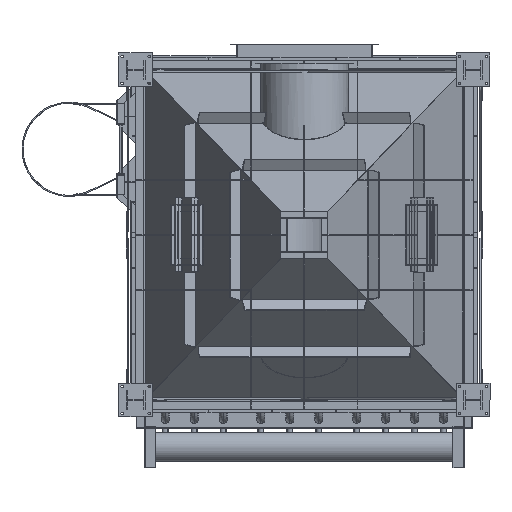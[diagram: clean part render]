
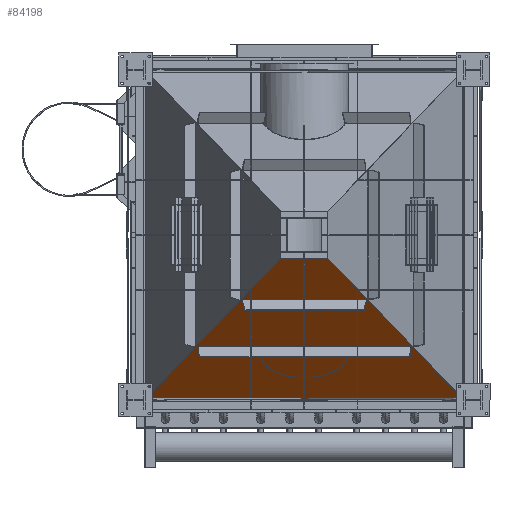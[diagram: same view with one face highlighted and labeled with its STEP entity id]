
A CAD part, front view. The second image highlights one B-rep face of the part: STEP entity #84198.
In plain terms, the highlighted planar face has unit normal (0, -0.48, -0.877).
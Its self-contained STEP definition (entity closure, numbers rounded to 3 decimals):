
#2673 = CARTESIAN_POINT ( 'NONE',  ( -390.667, -180., -1175.725 ) ) ;
#3778 = ORIENTED_EDGE ( 'NONE', *, *, #46265, .T. ) ;
#6190 = LINE ( 'NONE', #80351, #114558 ) ;
#6775 = EDGE_CURVE ( 'NONE', #120927, #61820, #13120, .T. ) ;
#6921 = DIRECTION ( 'NONE',  ( 0., -0.877, 0.48 ) ) ;
#12456 = VERTEX_POINT ( 'NONE', #38387 ) ;
#13120 = LINE ( 'NONE', #113074, #33708 ) ;
#14712 = DIRECTION ( 'NONE',  ( 0., -0.877, 0.48 ) ) ;
#14873 = ORIENTED_EDGE ( 'NONE', *, *, #83988, .F. ) ;
#16546 = CARTESIAN_POINT ( 'NONE',  ( -397.667, -1453.333, -478.575 ) ) ;
#19905 = VECTOR ( 'NONE', #54878, 1000. ) ;
#22151 = ORIENTED_EDGE ( 'NONE', *, *, #151523, .F. ) ;
#24324 = LINE ( 'NONE', #35684, #98345 ) ;
#26511 = ORIENTED_EDGE ( 'NONE', *, *, #115011, .T. ) ;
#27914 = CARTESIAN_POINT ( 'NONE',  ( -130., -2090., -130. ) ) ;
#30393 = CARTESIAN_POINT ( 'NONE',  ( -390.667, -1594.671, -401.192 ) ) ;
#33159 = CARTESIAN_POINT ( 'NONE',  ( 0., -536.766, -980.395 ) ) ;
#33708 = VECTOR ( 'NONE', #14712, 1000. ) ;
#35684 = CARTESIAN_POINT ( 'NONE',  ( -1182.5, -90., -1225. ) ) ;
#38212 = LINE ( 'NONE', #75312, #40867 ) ;
#38387 = CARTESIAN_POINT ( 'NONE',  ( -397.667, -1581.37, -408.475 ) ) ;
#39226 = LINE ( 'NONE', #85999, #115113 ) ;
#39311 = CARTESIAN_POINT ( 'NONE',  ( -130., -2090., -130. ) ) ;
#40867 = VECTOR ( 'NONE', #52712, 1000. ) ;
#43066 = ORIENTED_EDGE ( 'NONE', *, *, #137579, .T. ) ;
#45029 = VERTEX_POINT ( 'NONE', #92694 ) ;
#46239 = CARTESIAN_POINT ( 'NONE',  ( -390.667, -180., -1175.725 ) ) ;
#46265 = EDGE_CURVE ( 'NONE', #12456, #66637, #154804, .T. ) ;
#49173 = VECTOR ( 'NONE', #76415, 1000. ) ;
#52712 = DIRECTION ( 'NONE',  ( 0.419, 0.796, -0.436 ) ) ;
#53861 = EDGE_CURVE ( 'NONE', #106085, #61820, #38212, .T. ) ;
#54878 = DIRECTION ( 'NONE',  ( -0.419, 0.796, -0.436 ) ) ;
#55757 = FACE_OUTER_BOUND ( 'NONE', #59429, .T. ) ;
#56844 = EDGE_CURVE ( 'NONE', #106085, #136552, #99808, .T. ) ;
#57864 = VERTEX_POINT ( 'NONE', #146752 ) ;
#59429 = EDGE_LOOP ( 'NONE', ( #43066, #22151, #124826, #92965, #3778, #14873, #132634, #99115, #26511, #84423, #132543, #151389 ) ) ;
#59590 = CARTESIAN_POINT ( 'NONE',  ( 130., -2090., -130. ) ) ;
#61820 = VERTEX_POINT ( 'NONE', #143337 ) ;
#66499 = VERTEX_POINT ( 'NONE', #101113 ) ;
#66637 = VERTEX_POINT ( 'NONE', #123556 ) ;
#67373 = LINE ( 'NONE', #16546, #113547 ) ;
#75312 = CARTESIAN_POINT ( 'NONE',  ( 130., -2090., -130. ) ) ;
#76415 = DIRECTION ( 'NONE',  ( -1., 0., 0. ) ) ;
#79512 = LINE ( 'NONE', #27914, #114683 ) ;
#80351 = CARTESIAN_POINT ( 'NONE',  ( 130., -2090., -130. ) ) ;
#80941 = DIRECTION ( 'NONE',  ( 0., -0.877, 0.48 ) ) ;
#83145 = VECTOR ( 'NONE', #149425, 1000. ) ;
#83306 = DIRECTION ( 'NONE',  ( -1., 0., 0. ) ) ;
#83988 = EDGE_CURVE ( 'NONE', #66499, #66637, #24324, .T. ) ;
#84198 = ADVANCED_FACE ( 'NONE', ( #55757 ), #94417, .F. ) ;
#84423 = ORIENTED_EDGE ( 'NONE', *, *, #6775, .T. ) ;
#85999 = CARTESIAN_POINT ( 'NONE',  ( 397.667, -180., -1175.725 ) ) ;
#87304 = LINE ( 'NONE', #2673, #83145 ) ;
#92694 = CARTESIAN_POINT ( 'NONE',  ( -390.667, -180., -1175.725 ) ) ;
#92965 = ORIENTED_EDGE ( 'NONE', *, *, #156122, .T. ) ;
#93498 = CARTESIAN_POINT ( 'NONE',  ( -130., -2090., -130. ) ) ;
#94417 = PLANE ( 'NONE',  #129258 ) ;
#98345 = VECTOR ( 'NONE', #83306, 1000. ) ;
#99115 = ORIENTED_EDGE ( 'NONE', *, *, #128785, .F. ) ;
#99808 = LINE ( 'NONE', #39311, #49173 ) ;
#101113 = CARTESIAN_POINT ( 'NONE',  ( 1182.5, -90., -1225. ) ) ;
#101520 = DIRECTION ( 'NONE',  ( 0., -0.877, 0.48 ) ) ;
#103937 = CARTESIAN_POINT ( 'NONE',  ( -130., -2090., -130. ) ) ;
#104128 = DIRECTION ( 'NONE',  ( 0., 0.48, 0.877 ) ) ;
#104472 = VECTOR ( 'NONE', #80941, 1000. ) ;
#106085 = VERTEX_POINT ( 'NONE', #59590 ) ;
#106981 = EDGE_CURVE ( 'NONE', #125894, #66499, #6190, .T. ) ;
#109320 = CARTESIAN_POINT ( 'NONE',  ( -397.667, -180., -1175.725 ) ) ;
#109436 = VERTEX_POINT ( 'NONE', #30393 ) ;
#113074 = CARTESIAN_POINT ( 'NONE',  ( 390.667, -1453.333, -478.575 ) ) ;
#113547 = VECTOR ( 'NONE', #6921, 1000. ) ;
#114558 = VECTOR ( 'NONE', #119796, 1000. ) ;
#114683 = VECTOR ( 'NONE', #115791, 1000. ) ;
#115011 = EDGE_CURVE ( 'NONE', #57864, #120927, #39226, .T. ) ;
#115113 = VECTOR ( 'NONE', #159375, 1000. ) ;
#115791 = DIRECTION ( 'NONE',  ( -0.419, 0.796, -0.436 ) ) ;
#117848 = DIRECTION ( 'NONE',  ( 0., -0.877, 0.48 ) ) ;
#119796 = DIRECTION ( 'NONE',  ( 0.419, 0.796, -0.436 ) ) ;
#120927 = VERTEX_POINT ( 'NONE', #143474 ) ;
#123556 = CARTESIAN_POINT ( 'NONE',  ( -1182.5, -90., -1225. ) ) ;
#124339 = VERTEX_POINT ( 'NONE', #109320 ) ;
#124662 = VECTOR ( 'NONE', #101520, 1000. ) ;
#124826 = ORIENTED_EDGE ( 'NONE', *, *, #144546, .T. ) ;
#125894 = VERTEX_POINT ( 'NONE', #129313 ) ;
#126554 = LINE ( 'NONE', #138698, #124662 ) ;
#128785 = EDGE_CURVE ( 'NONE', #57864, #125894, #126554, .T. ) ;
#129258 = AXIS2_PLACEMENT_3D ( 'NONE', #33159, #104128, #117848 ) ;
#129313 = CARTESIAN_POINT ( 'NONE',  ( 397.667, -1581.37, -408.475 ) ) ;
#130165 = LINE ( 'NONE', #46239, #104472 ) ;
#132543 = ORIENTED_EDGE ( 'NONE', *, *, #53861, .F. ) ;
#132634 = ORIENTED_EDGE ( 'NONE', *, *, #106981, .F. ) ;
#136552 = VERTEX_POINT ( 'NONE', #103937 ) ;
#137579 = EDGE_CURVE ( 'NONE', #136552, #109436, #79512, .T. ) ;
#138698 = CARTESIAN_POINT ( 'NONE',  ( 397.667, -180., -1175.725 ) ) ;
#143337 = CARTESIAN_POINT ( 'NONE',  ( 390.667, -1594.671, -401.192 ) ) ;
#143474 = CARTESIAN_POINT ( 'NONE',  ( 390.667, -180., -1175.725 ) ) ;
#144546 = EDGE_CURVE ( 'NONE', #45029, #124339, #87304, .T. ) ;
#146752 = CARTESIAN_POINT ( 'NONE',  ( 397.667, -180., -1175.725 ) ) ;
#149425 = DIRECTION ( 'NONE',  ( -1., 0., 0. ) ) ;
#151389 = ORIENTED_EDGE ( 'NONE', *, *, #56844, .T. ) ;
#151523 = EDGE_CURVE ( 'NONE', #45029, #109436, #130165, .T. ) ;
#154804 = LINE ( 'NONE', #93498, #19905 ) ;
#156122 = EDGE_CURVE ( 'NONE', #124339, #12456, #67373, .T. ) ;
#159375 = DIRECTION ( 'NONE',  ( -1., 0., 0. ) ) ;
